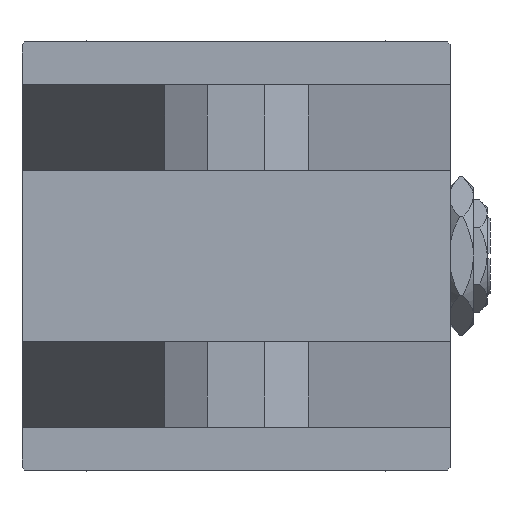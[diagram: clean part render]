
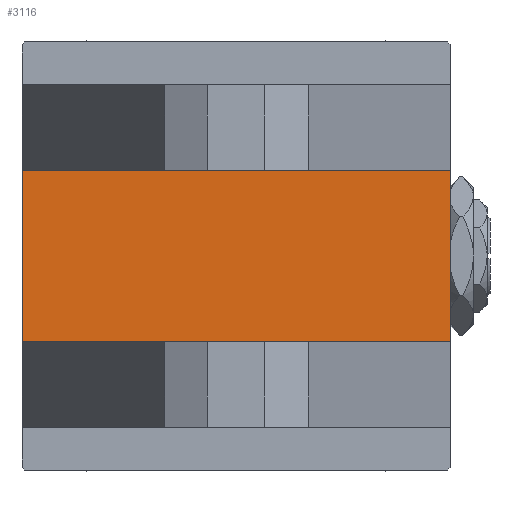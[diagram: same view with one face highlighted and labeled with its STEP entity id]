
A CAD part, left-side view. The second image highlights one B-rep face of the part: STEP entity #3116.
In plain terms, the highlighted planar face has unit normal (-1, 0, 0).
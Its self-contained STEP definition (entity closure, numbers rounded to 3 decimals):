
#1485 = CARTESIAN_POINT ( 'NONE',  ( 0., 15., 37.5 ) ) ;
#1671 = VERTEX_POINT ( 'NONE', #39933 ) ;
#1697 = VECTOR ( 'NONE', #21961, 1000. ) ;
#2810 = VERTEX_POINT ( 'NONE', #31229 ) ;
#3116 = ADVANCED_FACE ( 'NONE', ( #19312 ), #14827, .T. ) ;
#7502 = CARTESIAN_POINT ( 'NONE',  ( 0., 37.5, -37.5 ) ) ;
#8267 = VECTOR ( 'NONE', #42034, 1000. ) ;
#9327 = ORIENTED_EDGE ( 'NONE', *, *, #29982, .F. ) ;
#11876 = VERTEX_POINT ( 'NONE', #11939 ) ;
#11939 = CARTESIAN_POINT ( 'NONE',  ( 0., 15., -37.5 ) ) ;
#13071 = VECTOR ( 'NONE', #21362, 1000. ) ;
#14827 = PLANE ( 'NONE',  #19997 ) ;
#15093 = CARTESIAN_POINT ( 'NONE',  ( 0., 0., 0. ) ) ;
#15596 = ORIENTED_EDGE ( 'NONE', *, *, #16126, .F. ) ;
#15645 = EDGE_CURVE ( 'NONE', #11876, #2810, #44812, .T. ) ;
#16126 = EDGE_CURVE ( 'NONE', #1671, #39251, #48118, .T. ) ;
#16242 = CARTESIAN_POINT ( 'NONE',  ( 0., 37.5, 37.5 ) ) ;
#19312 = FACE_OUTER_BOUND ( 'NONE', #22402, .T. ) ;
#19997 = AXIS2_PLACEMENT_3D ( 'NONE', #15093, #31684, #26695 ) ;
#21362 = DIRECTION ( 'NONE',  ( 0., -1., 0. ) ) ;
#21961 = DIRECTION ( 'NONE',  ( 0., 0., -1. ) ) ;
#22070 = EDGE_CURVE ( 'NONE', #1671, #11876, #29665, .T. ) ;
#22402 = EDGE_LOOP ( 'NONE', ( #38687, #9327, #15596, #33187 ) ) ;
#26695 = DIRECTION ( 'NONE',  ( 0., 0., 1. ) ) ;
#29665 = LINE ( 'NONE', #1485, #8267 ) ;
#29858 = LINE ( 'NONE', #45917, #1697 ) ;
#29927 = VECTOR ( 'NONE', #32325, 1000. ) ;
#29982 = EDGE_CURVE ( 'NONE', #39251, #2810, #29858, .T. ) ;
#31229 = CARTESIAN_POINT ( 'NONE',  ( 0., -15., -37.5 ) ) ;
#31684 = DIRECTION ( 'NONE',  ( -1., 0., 0. ) ) ;
#32325 = DIRECTION ( 'NONE',  ( 0., -1., 0. ) ) ;
#33187 = ORIENTED_EDGE ( 'NONE', *, *, #22070, .T. ) ;
#38687 = ORIENTED_EDGE ( 'NONE', *, *, #15645, .T. ) ;
#39251 = VERTEX_POINT ( 'NONE', #48768 ) ;
#39933 = CARTESIAN_POINT ( 'NONE',  ( 0., 15., 37.5 ) ) ;
#42034 = DIRECTION ( 'NONE',  ( 0., 0., -1. ) ) ;
#44812 = LINE ( 'NONE', #7502, #13071 ) ;
#45917 = CARTESIAN_POINT ( 'NONE',  ( 0., -15., 37.5 ) ) ;
#48118 = LINE ( 'NONE', #16242, #29927 ) ;
#48768 = CARTESIAN_POINT ( 'NONE',  ( 0., -15., 37.5 ) ) ;
